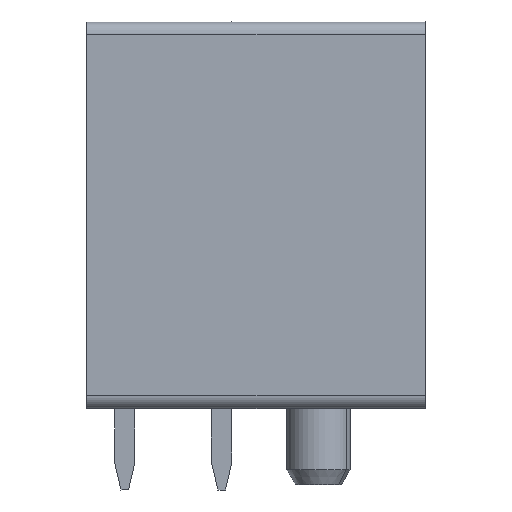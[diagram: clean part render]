
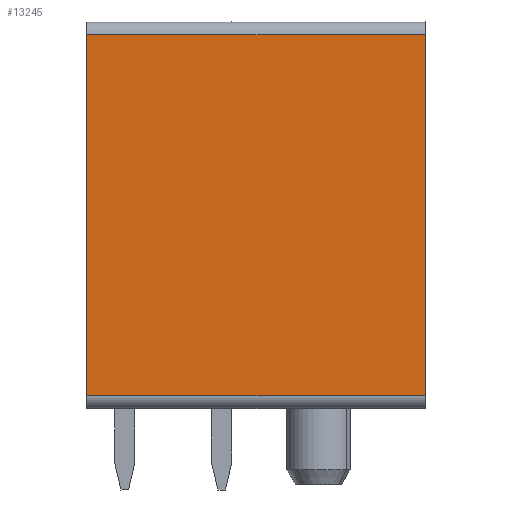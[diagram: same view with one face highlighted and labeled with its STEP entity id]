
A CAD part, left-side view. The second image highlights one B-rep face of the part: STEP entity #13245.
In plain terms, the highlighted planar face has unit normal (-1, 0, 0).
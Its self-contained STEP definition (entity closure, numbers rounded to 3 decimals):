
#13237=AXIS2_PLACEMENT_3D('Plane Axis2P3D',#13234,#13235,#13236) ;
#126=CARTESIAN_POINT('Vertex',(0.,0.,17.9)) ;
#129=CARTESIAN_POINT('Line Origine',(0.,0.,10.8)) ;
#133=CARTESIAN_POINT('Vertex',(0.,0.,3.7)) ;
#1893=CARTESIAN_POINT('Vertex',(0.,13.3,3.7)) ;
#1896=CARTESIAN_POINT('Line Origine',(0.,13.3,10.8)) ;
#1900=CARTESIAN_POINT('Vertex',(0.,13.3,17.9)) ;
#13205=CARTESIAN_POINT('Line Origine',(0.,6.65,17.9)) ;
#13222=CARTESIAN_POINT('Line Origine',(0.,6.65,3.7)) ;
#13234=CARTESIAN_POINT('Axis2P3D Location',(0.,0.,0.)) ;
#130=DIRECTION('Vector Direction',(0.,0.,-1.)) ;
#1897=DIRECTION('Vector Direction',(0.,0.,1.)) ;
#13206=DIRECTION('Vector Direction',(0.,1.,0.)) ;
#13223=DIRECTION('Vector Direction',(0.,1.,0.)) ;
#13235=DIRECTION('Axis2P3D Direction',(-1.,0.,0.)) ;
#13236=DIRECTION('Axis2P3D XDirection',(0.,-1.,0.)) ;
#131=VECTOR('Line Direction',#130,1.) ;
#1898=VECTOR('Line Direction',#1897,1.) ;
#13207=VECTOR('Line Direction',#13206,1.) ;
#13224=VECTOR('Line Direction',#13223,1.) ;
#13240=ORIENTED_EDGE('',*,*,#135,.T.) ;
#13241=ORIENTED_EDGE('',*,*,#13209,.T.) ;
#13242=ORIENTED_EDGE('',*,*,#1902,.T.) ;
#13243=ORIENTED_EDGE('',*,*,#13226,.T.) ;
#13245=ADVANCED_FACE('HOUSING',(#13244),#13238,.T.) ;
#135=EDGE_CURVE('',#134,#127,#132,.F.) ;
#1902=EDGE_CURVE('',#1901,#1894,#1899,.F.) ;
#13209=EDGE_CURVE('',#127,#1901,#13208,.T.) ;
#13226=EDGE_CURVE('',#1894,#134,#13225,.F.) ;
#13239=EDGE_LOOP('',(#13240,#13241,#13242,#13243)) ;
#13244=FACE_OUTER_BOUND('',#13239,.T.) ;
#132=LINE('Line',#129,#131) ;
#1899=LINE('Line',#1896,#1898) ;
#13208=LINE('Line',#13205,#13207) ;
#13225=LINE('Line',#13222,#13224) ;
#13238=PLANE('',#13237) ;
#127=VERTEX_POINT('',#126) ;
#134=VERTEX_POINT('',#133) ;
#1894=VERTEX_POINT('',#1893) ;
#1901=VERTEX_POINT('',#1900) ;
